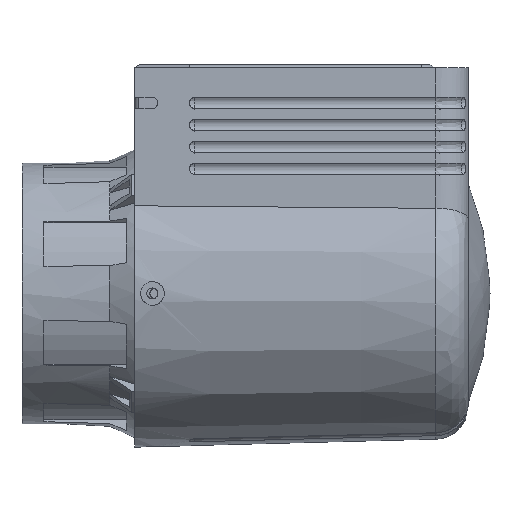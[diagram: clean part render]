
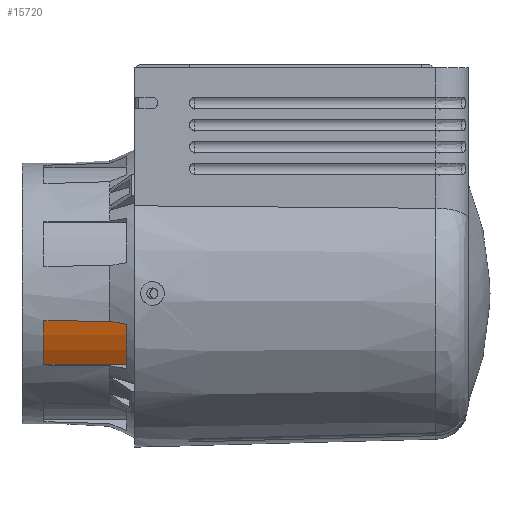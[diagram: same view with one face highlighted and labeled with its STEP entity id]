
A CAD part, left-side view. The second image highlights one B-rep face of the part: STEP entity #15720.
In plain terms, the highlighted cylindrical face has radius 47 mm (diameter 94 mm), a partial arc.
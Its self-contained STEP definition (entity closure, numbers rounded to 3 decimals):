
#161 = B_SPLINE_CURVE_WITH_KNOTS ( 'NONE', 3,
 ( #15168, #15107, #15176, #15125, #15111, #15171 ),
 .UNSPECIFIED., .F., .F.,
 ( 4, 2, 4 ),
 ( 0., 0.5, 1. ),
 .UNSPECIFIED. ) ;
#206 = B_SPLINE_CURVE_WITH_KNOTS ( 'NONE', 3,
 ( #15315, #15316, #15313, #15333, #15348, #15349 ),
 .UNSPECIFIED., .F., .F.,
 ( 4, 2, 4 ),
 ( 0., 0.5, 1. ),
 .UNSPECIFIED. ) ;
#2311 = ORIENTED_EDGE ( 'NONE', *, *, #4117, .T. ) ;
#2313 = ORIENTED_EDGE ( 'NONE', *, *, #4135, .F. ) ;
#2314 = ORIENTED_EDGE ( 'NONE', *, *, #4119, .T. ) ;
#4117 = EDGE_CURVE ( 'NONE', #17659, #17655, #161, .T. ) ;
#4119 = EDGE_CURVE ( 'NONE', #17655, #17661, #15128, .T. ) ;
#4135 = EDGE_CURVE ( 'NONE', #17628, #17661, #206, .T. ) ;
#4434 = AXIS2_PLACEMENT_3D ( 'NONE', #20498, #20493, #20474 ) ;
#5159 = EDGE_LOOP ( 'NONE', ( #2311, #2314, #2313, #18676 ) ) ;
#5539 = DIRECTION ( 'NONE',  ( 0., 1., 0. ) ) ;
#5556 = LINE ( 'NONE', #5571, #12869 ) ;
#5571 = CARTESIAN_POINT ( 'NONE',  ( -46.012, -1.497, -16.467 ) ) ;
#7210 = EDGE_CURVE ( 'NONE', #17628, #17659, #5556, .T. ) ;
#12709 = VECTOR ( 'NONE', #15129, 1000. ) ;
#12869 = VECTOR ( 'NONE', #5539, 1000. ) ;
#13434 = CARTESIAN_POINT ( 'NONE',  ( -46.012, -1.497, -16.467 ) ) ;
#13522 = CARTESIAN_POINT ( 'NONE',  ( -39.315, 28.503, -32.635 ) ) ;
#13534 = CARTESIAN_POINT ( 'NONE',  ( -39.315, -1.497, -32.635 ) ) ;
#13541 = CARTESIAN_POINT ( 'NONE',  ( -46.012, 28.503, -16.467 ) ) ;
#15107 = CARTESIAN_POINT ( 'NONE',  ( -45.413, 28.503, -19.339 ) ) ;
#15111 = CARTESIAN_POINT ( 'NONE',  ( -40.922, 28.503, -30.181 ) ) ;
#15125 = CARTESIAN_POINT ( 'NONE',  ( -42.3, 28.503, -27.576 ) ) ;
#15128 = LINE ( 'NONE', #15144, #12709 ) ;
#15129 = DIRECTION ( 'NONE',  ( 0., -1., 0. ) ) ;
#15144 = CARTESIAN_POINT ( 'NONE',  ( -39.315, -1.497, -32.635 ) ) ;
#15168 = CARTESIAN_POINT ( 'NONE',  ( -46.012, 28.503, -16.467 ) ) ;
#15171 = CARTESIAN_POINT ( 'NONE',  ( -39.315, 28.503, -32.635 ) ) ;
#15176 = CARTESIAN_POINT ( 'NONE',  ( -44.545, 28.503, -22.155 ) ) ;
#15313 = CARTESIAN_POINT ( 'NONE',  ( -44.548, -1.497, -22.148 ) ) ;
#15315 = CARTESIAN_POINT ( 'NONE',  ( -46.012, -1.497, -16.467 ) ) ;
#15316 = CARTESIAN_POINT ( 'NONE',  ( -45.411, -1.497, -19.348 ) ) ;
#15333 = CARTESIAN_POINT ( 'NONE',  ( -42.297, -1.497, -27.583 ) ) ;
#15348 = CARTESIAN_POINT ( 'NONE',  ( -40.927, -1.497, -30.173 ) ) ;
#15349 = CARTESIAN_POINT ( 'NONE',  ( -39.315, -1.497, -32.635 ) ) ;
#15720 = ADVANCED_FACE ( 'NONE', ( #20463 ), #20487, .T. ) ;
#17628 = VERTEX_POINT ( 'NONE', #13434 ) ;
#17655 = VERTEX_POINT ( 'NONE', #13522 ) ;
#17659 = VERTEX_POINT ( 'NONE', #13541 ) ;
#17661 = VERTEX_POINT ( 'NONE', #13534 ) ;
#18676 = ORIENTED_EDGE ( 'NONE', *, *, #7210, .T. ) ;
#20463 = FACE_OUTER_BOUND ( 'NONE', #5159, .T. ) ;
#20474 = DIRECTION ( 'NONE',  ( 0., 0., 1. ) ) ;
#20487 = CYLINDRICAL_SURFACE ( 'NONE', #4434, 47. ) ;
#20493 = DIRECTION ( 'NONE',  ( 0., 1., 0. ) ) ;
#20498 = CARTESIAN_POINT ( 'NONE',  ( 0., -138.434, -6.879 ) ) ;
